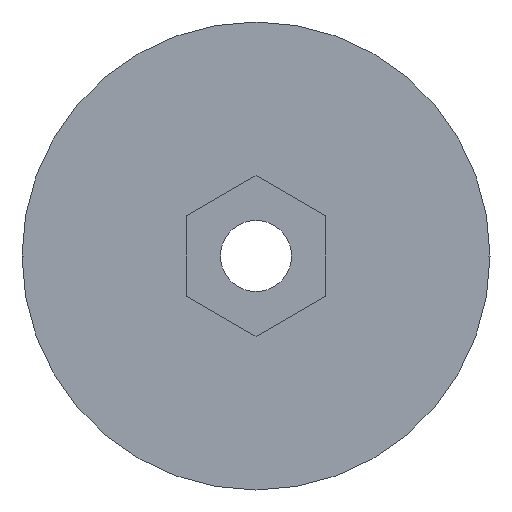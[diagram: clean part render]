
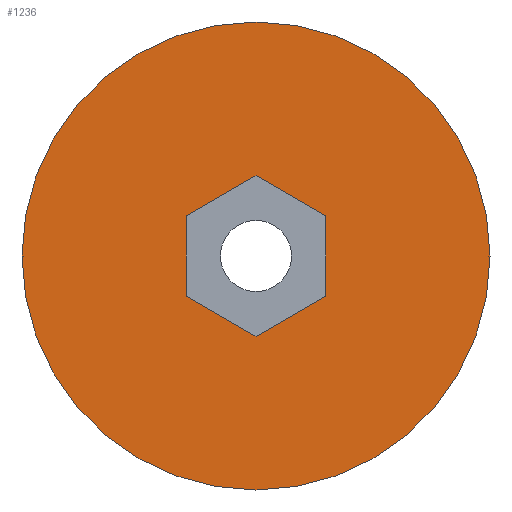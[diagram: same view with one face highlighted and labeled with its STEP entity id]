
A CAD part, left-side view. The second image highlights one B-rep face of the part: STEP entity #1236.
In plain terms, the highlighted planar face has unit normal (-1, 0, 0).
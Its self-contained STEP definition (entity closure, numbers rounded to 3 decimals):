
#115=CARTESIAN_POINT('',(0.,0.,0.));
#116=DIRECTION('',(-1.,0.,0.));
#117=DIRECTION('',(0.,1.,0.));
#118=AXIS2_PLACEMENT_3D('',#115,#116,#117);
#120=CARTESIAN_POINT('',(0.,0.,0.));
#121=DIRECTION('',(1.,0.,0.));
#122=DIRECTION('',(0.,1.,0.));
#123=AXIS2_PLACEMENT_3D('',#120,#121,#122);
#125=DIRECTION('',(0.,-0.866,-0.5));
#126=VECTOR('',#125,1.155);
#127=CARTESIAN_POINT('',(0.,0.,1.155));
#128=LINE('',#127,#126);
#129=DIRECTION('',(0.,-0.866,0.5));
#130=VECTOR('',#129,1.155);
#131=CARTESIAN_POINT('',(0.,1.,0.577));
#132=LINE('',#131,#130);
#133=DIRECTION('',(0.,0.,1.));
#134=VECTOR('',#133,1.155);
#135=CARTESIAN_POINT('',(0.,1.,-0.577));
#136=LINE('',#135,#134);
#137=DIRECTION('',(0.,0.866,0.5));
#138=VECTOR('',#137,1.155);
#139=CARTESIAN_POINT('',(0.,0.,-1.155));
#140=LINE('',#139,#138);
#141=DIRECTION('',(0.,0.866,-0.5));
#142=VECTOR('',#141,1.155);
#143=CARTESIAN_POINT('',(0.,-1.,-0.577));
#144=LINE('',#143,#142);
#145=DIRECTION('',(0.,0.,-1.));
#146=VECTOR('',#145,1.155);
#147=CARTESIAN_POINT('',(0.,-1.,0.577));
#148=LINE('',#147,#146);
#1144=CARTESIAN_POINT('',(0.,3.36,0.));
#1145=CARTESIAN_POINT('',(0.,-3.36,0.));
#1146=VERTEX_POINT('',#1144);
#1147=VERTEX_POINT('',#1145);
#1164=CARTESIAN_POINT('',(0.,0.,1.155));
#1165=CARTESIAN_POINT('',(0.,-1.,0.577));
#1166=VERTEX_POINT('',#1164);
#1167=VERTEX_POINT('',#1165);
#1168=CARTESIAN_POINT('',(0.,-1.,-0.577));
#1169=VERTEX_POINT('',#1168);
#1170=CARTESIAN_POINT('',(0.,0.,-1.155));
#1171=VERTEX_POINT('',#1170);
#1172=CARTESIAN_POINT('',(0.,1.,-0.577));
#1173=VERTEX_POINT('',#1172);
#1174=CARTESIAN_POINT('',(0.,1.,0.577));
#1175=VERTEX_POINT('',#1174);
#1211=CARTESIAN_POINT('',(0.,0.,0.));
#1212=DIRECTION('',(1.,0.,0.));
#1213=DIRECTION('',(0.,-1.,0.));
#1214=AXIS2_PLACEMENT_3D('',#1211,#1212,#1213);
#1215=PLANE('',#1214);
#1217=ORIENTED_EDGE('',*,*,#1216,.F.);
#1219=ORIENTED_EDGE('',*,*,#1218,.T.);
#1220=EDGE_LOOP('',(#1217,#1219));
#1221=FACE_OUTER_BOUND('',#1220,.F.);
#1223=ORIENTED_EDGE('',*,*,#1222,.F.);
#1225=ORIENTED_EDGE('',*,*,#1224,.F.);
#1227=ORIENTED_EDGE('',*,*,#1226,.F.);
#1229=ORIENTED_EDGE('',*,*,#1228,.F.);
#1231=ORIENTED_EDGE('',*,*,#1230,.F.);
#1233=ORIENTED_EDGE('',*,*,#1232,.F.);
#1234=EDGE_LOOP('',(#1223,#1225,#1227,#1229,#1231,#1233));
#1235=FACE_BOUND('',#1234,.F.);
#119=CIRCLE('',#118,3.36);
#124=CIRCLE('',#123,3.36);
#1216=EDGE_CURVE('',#1146,#1147,#119,.T.);
#1218=EDGE_CURVE('',#1146,#1147,#124,.T.);
#1222=EDGE_CURVE('',#1166,#1167,#128,.T.);
#1224=EDGE_CURVE('',#1175,#1166,#132,.T.);
#1226=EDGE_CURVE('',#1173,#1175,#136,.T.);
#1228=EDGE_CURVE('',#1171,#1173,#140,.T.);
#1230=EDGE_CURVE('',#1169,#1171,#144,.T.);
#1232=EDGE_CURVE('',#1167,#1169,#148,.T.);
#1236=ADVANCED_FACE('',(#1221,#1235),#1215,.F.);
